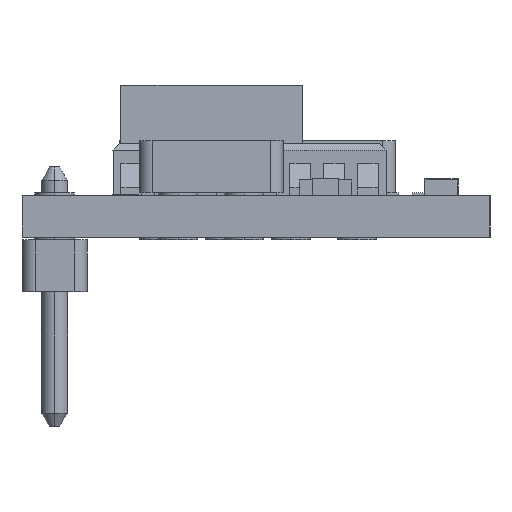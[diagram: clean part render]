
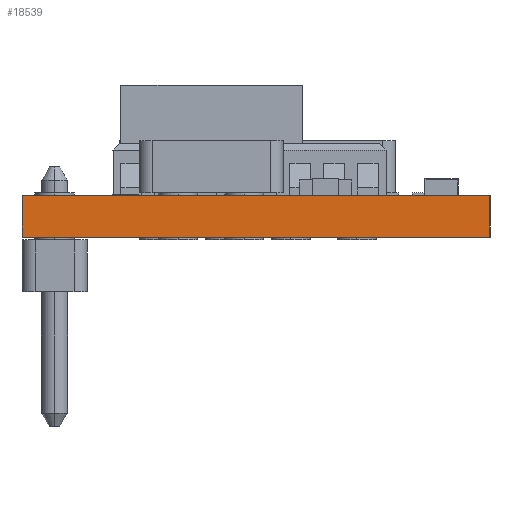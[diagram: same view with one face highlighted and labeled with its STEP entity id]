
A CAD part, left-side view. The second image highlights one B-rep face of the part: STEP entity #18539.
In plain terms, the highlighted planar face has unit normal (-1, 0, 0).
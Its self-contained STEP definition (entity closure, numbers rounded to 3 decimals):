
#241 = CARTESIAN_POINT ( 'NONE',  ( -20.75, 9., 1.6 ) ) ;
#623 = LINE ( 'NONE', #35145, #19824 ) ;
#1126 = CARTESIAN_POINT ( 'NONE',  ( -20.75, 9., 1.6 ) ) ;
#1922 = ORIENTED_EDGE ( 'NONE', *, *, #32148, .F. ) ;
#2830 = FACE_OUTER_BOUND ( 'NONE', #35971, .T. ) ;
#2860 = ORIENTED_EDGE ( 'NONE', *, *, #25478, .T. ) ;
#3603 = DIRECTION ( 'NONE',  ( 0., 0., -1. ) ) ;
#3900 = LINE ( 'NONE', #1126, #5512 ) ;
#5512 = VECTOR ( 'NONE', #38603, 1000. ) ;
#5586 = DIRECTION ( 'NONE',  ( 1., 0., 0. ) ) ;
#13863 = VERTEX_POINT ( 'NONE', #16580 ) ;
#15064 = LINE ( 'NONE', #43220, #44086 ) ;
#16580 = CARTESIAN_POINT ( 'NONE',  ( -20.75, -9., 1.6 ) ) ;
#17325 = EDGE_CURVE ( 'NONE', #22803, #18000, #41613, .T. ) ;
#18000 = VERTEX_POINT ( 'NONE', #30053 ) ;
#18539 = ADVANCED_FACE ( 'NONE', ( #2830 ), #36437, .F. ) ;
#18760 = VERTEX_POINT ( 'NONE', #19533 ) ;
#19533 = CARTESIAN_POINT ( 'NONE',  ( -20.75, -9., 0. ) ) ;
#19824 = VECTOR ( 'NONE', #3603, 1000. ) ;
#20892 = EDGE_CURVE ( 'NONE', #13863, #18760, #623, .T. ) ;
#21560 = VECTOR ( 'NONE', #37725, 1000. ) ;
#22803 = VERTEX_POINT ( 'NONE', #22987 ) ;
#22987 = CARTESIAN_POINT ( 'NONE',  ( -20.75, 9., 1.6 ) ) ;
#23483 = CARTESIAN_POINT ( 'NONE',  ( -20.75, 9., 1.6 ) ) ;
#25478 = EDGE_CURVE ( 'NONE', #18000, #18760, #15064, .T. ) ;
#26020 = DIRECTION ( 'NONE',  ( 0., 1., 0. ) ) ;
#26182 = ORIENTED_EDGE ( 'NONE', *, *, #17325, .T. ) ;
#30053 = CARTESIAN_POINT ( 'NONE',  ( -20.75, 9., 0. ) ) ;
#32148 = EDGE_CURVE ( 'NONE', #22803, #13863, #3900, .T. ) ;
#32286 = AXIS2_PLACEMENT_3D ( 'NONE', #23483, #5586, #26020 ) ;
#35145 = CARTESIAN_POINT ( 'NONE',  ( -20.75, -9., 1.6 ) ) ;
#35971 = EDGE_LOOP ( 'NONE', ( #2860, #42265, #1922, #26182 ) ) ;
#36437 = PLANE ( 'NONE',  #32286 ) ;
#37725 = DIRECTION ( 'NONE',  ( 0., 0., -1. ) ) ;
#38603 = DIRECTION ( 'NONE',  ( 0., -1., 0. ) ) ;
#41613 = LINE ( 'NONE', #241, #21560 ) ;
#42265 = ORIENTED_EDGE ( 'NONE', *, *, #20892, .F. ) ;
#42761 = DIRECTION ( 'NONE',  ( 0., -1., 0. ) ) ;
#43220 = CARTESIAN_POINT ( 'NONE',  ( -20.75, 9., 0. ) ) ;
#44086 = VECTOR ( 'NONE', #42761, 1000. ) ;
